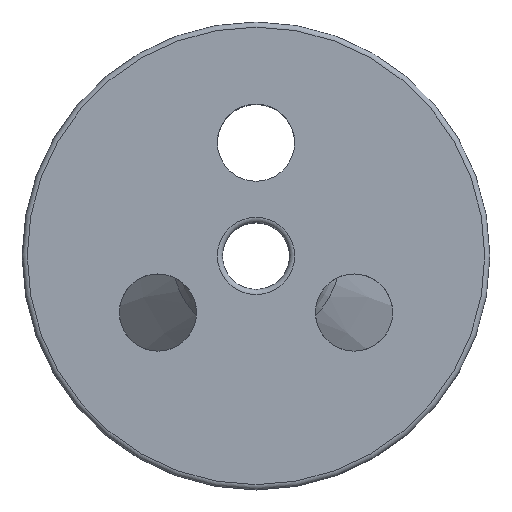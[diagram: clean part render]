
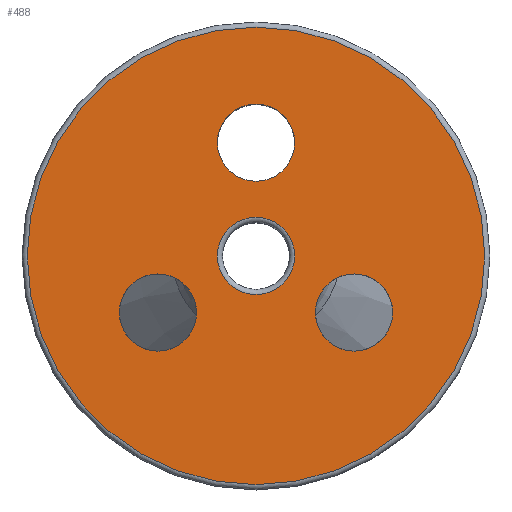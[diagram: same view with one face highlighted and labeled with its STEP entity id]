
A CAD part, top view. The second image highlights one B-rep face of the part: STEP entity #488.
In plain terms, the highlighted planar face has unit normal (0, 0, 1).
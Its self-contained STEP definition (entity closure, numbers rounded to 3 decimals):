
#32=FACE_BOUND('',#124,.T.);
#33=FACE_BOUND('',#125,.T.);
#34=FACE_BOUND('',#126,.T.);
#35=FACE_BOUND('',#127,.T.);
#41=PLANE('',#537);
#93=FACE_OUTER_BOUND('',#123,.T.);
#123=EDGE_LOOP('',(#338));
#124=EDGE_LOOP('',(#339));
#125=EDGE_LOOP('',(#340));
#126=EDGE_LOOP('',(#341));
#127=EDGE_LOOP('',(#342));
#160=CIRCLE('',#531,7.5);
#165=CIRCLE('',#538,44.43);
#166=CIRCLE('',#539,7.5);
#167=CIRCLE('',#540,7.5);
#168=CIRCLE('',#541,7.5);
#206=VERTEX_POINT('',#777);
#210=VERTEX_POINT('',#789);
#211=VERTEX_POINT('',#791);
#212=VERTEX_POINT('',#793);
#213=VERTEX_POINT('',#795);
#254=EDGE_CURVE('',#206,#206,#160,.T.);
#260=EDGE_CURVE('',#210,#210,#165,.T.);
#261=EDGE_CURVE('',#211,#211,#166,.T.);
#262=EDGE_CURVE('',#212,#212,#167,.T.);
#263=EDGE_CURVE('',#213,#213,#168,.T.);
#338=ORIENTED_EDGE('',*,*,#260,.F.);
#339=ORIENTED_EDGE('',*,*,#261,.T.);
#340=ORIENTED_EDGE('',*,*,#262,.T.);
#341=ORIENTED_EDGE('',*,*,#263,.T.);
#342=ORIENTED_EDGE('',*,*,#254,.F.);
#488=ADVANCED_FACE('',(#93,#32,#33,#34,#35),#41,.T.);
#531=AXIS2_PLACEMENT_3D('',#778,#610,#611);
#537=AXIS2_PLACEMENT_3D('',#788,#623,#624);
#538=AXIS2_PLACEMENT_3D('',#790,#625,#626);
#539=AXIS2_PLACEMENT_3D('',#792,#627,#628);
#540=AXIS2_PLACEMENT_3D('',#794,#629,#630);
#541=AXIS2_PLACEMENT_3D('',#796,#631,#632);
#610=DIRECTION('center_axis',(0.,0.,1.));
#611=DIRECTION('ref_axis',(-1.,0.,0.));
#623=DIRECTION('center_axis',(0.,0.,1.));
#624=DIRECTION('ref_axis',(1.,0.,0.));
#625=DIRECTION('center_axis',(0.,0.,-1.));
#626=DIRECTION('ref_axis',(1.,0.,0.));
#627=DIRECTION('center_axis',(0.,0.,-1.));
#628=DIRECTION('ref_axis',(-1.,0.,0.));
#629=DIRECTION('center_axis',(0.,0.,-1.));
#630=DIRECTION('ref_axis',(-1.,0.,0.));
#631=DIRECTION('center_axis',(0.,0.,-1.));
#632=DIRECTION('ref_axis',(-1.,0.,0.));
#777=CARTESIAN_POINT('',(7.5,0.,0.));
#778=CARTESIAN_POINT('Origin',(0.,0.,0.));
#788=CARTESIAN_POINT('Origin',(-45.43,0.,0.));
#789=CARTESIAN_POINT('',(44.43,0.,0.));
#790=CARTESIAN_POINT('Origin',(0.,0.,0.));
#791=CARTESIAN_POINT('',(26.553,-11.,0.));
#792=CARTESIAN_POINT('Origin',(19.053,-11.,0.));
#793=CARTESIAN_POINT('',(-11.553,-11.,0.));
#794=CARTESIAN_POINT('Origin',(-19.053,-11.,0.));
#795=CARTESIAN_POINT('',(7.5,22.,0.));
#796=CARTESIAN_POINT('Origin',(0.,22.,0.));
